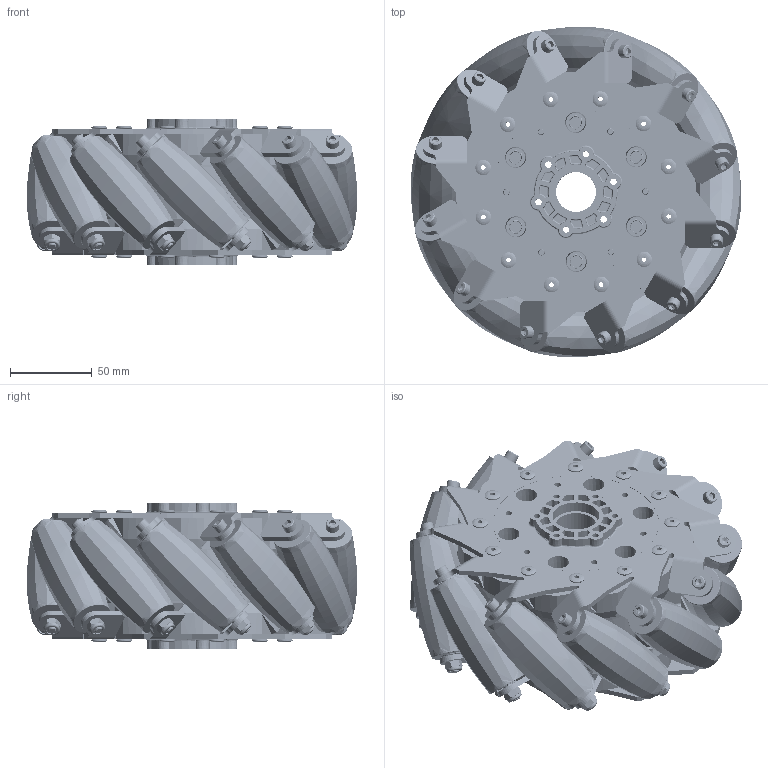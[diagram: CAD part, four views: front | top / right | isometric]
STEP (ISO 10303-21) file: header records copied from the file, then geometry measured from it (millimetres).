
FILE_DESCRIPTION (( 'STEP AP214' ), '1' );
FILE_NAME ('am-3340R - 8in MK Mecanum Right Wheel - Rev1.1.STEP', '2019-04-29T20:00:36', ( '' ), ( '' ), 'SwSTEP 2.0', 'SolidWorks 2018', '' );
FILE_SCHEMA (( 'AUTOMOTIVE_DESIGN' ));
Length unit declared in the file: inch
Products named in the file (11): 10-32 Nylock Nut; 10-24 Hex Washer Rolling x 1_93882A213; 187 pop rivet; 10-32x3500_shcs_HX-SHCS 0.19-32x0.375x0.375-C; Hub Half; 812 roller; Axle tube; 812 roller skin; 812 roller core; right ring; am-3340R - 8in MK Mecanum Right Wheel - Rev1.1
Assembly tree (79 placements, depth 3):
  am-3340R - 8in MK Mecanum Right Wheel - Rev1.1
    right ring  x2
    812 roller  x12
      812 roller core
      812 roller skin
      Axle tube
    Hub Half  x2
    10-32x3500_shcs_HX-SHCS 0.19-32x0.375x0.375-C  x12
    187 pop rivet  x24
    10-24 Hex Washer Rolling x 1_93882A213  x12
    10-32 Nylock Nut  x12
Bounding box: 202.3 x 202.3 x 88.9 mm (x, y, z)
Volume: 1096171.5 mm3; surface area: 610076.5 mm2
Topology: 100 solids, 100 shells, 4916 faces, 11880 edges, 7294 vertices
Faces by surface type: plane 1476, bspline 1120, cylinder 1026, torus 540, cone 388, sphere 366
Full cylindrical faces by diameter (mm): 2.921 x24, 3.988 x12, 4.039 x12, 4.064 x12, 4.788 x24, 4.826 x12, 4.877 x12, 4.928 x48, 4.978 x24, 5.08 x12, 6.35 x12, 6.452 x12, 6.654 x12, 6.985 x4, 7.239 x4, 7.938 x12, 9.525 x48, 9.779 x2, 10.516 x12, 10.541 x2, 24.435 x2, 28.575 x2, 101.448 x2, 101.6 x2, 146.812 x2
Entity records: 65245 total; most frequent: CARTESIAN_POINT 28871, ORIENTED_EDGE 7714, DIRECTION 7120, EDGE_CURVE 3857, AXIS2_PLACEMENT_3D 2952, VERTEX_POINT 2374, EDGE_LOOP 1907, FACE_OUTER_BOUND 1736
